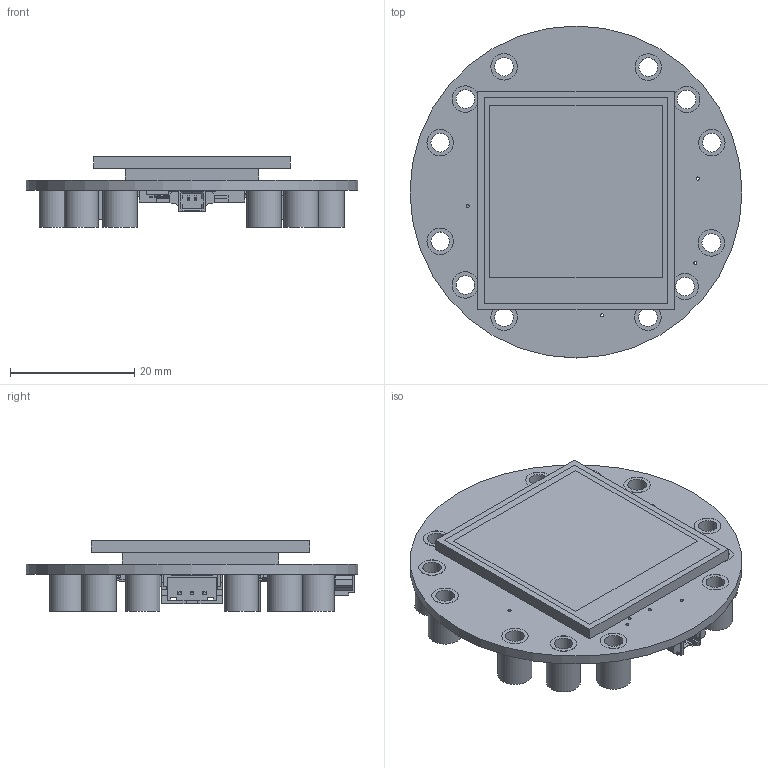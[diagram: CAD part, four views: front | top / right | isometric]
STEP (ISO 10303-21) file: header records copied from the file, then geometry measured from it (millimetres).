
FILE_DESCRIPTION(/* description */ (''),/* implementation_level */ '2;1');
FILE_NAME(/* name */ 'Adafruit Circuit Playground TFT Gizmo.step',/* time_stamp */ '2019-10-16T15:12:39-04:00',/* author */ (''),/* organization */ (''),/* preprocessor_version */ 'ST-DEVELOPER v18',/* originating_system */ 'Autodesk Translation Framework v8.6.0.1094',/* authorisation */ '');
FILE_SCHEMA (('AUTOMOTIVE_DESIGN { 1 0 10303 214 3 1 1 }'));
Length unit declared in the file: millimetre
Products named in the file (16): Adafruit Circuit Playground TFT Gizmo; PCB Component; Board; PAM8302AASCR; 10K; 10uF; 10K trim; CON_MOLEX_2P; JST PH 3; 3.6V; BSS138; APX803-SAG; DISP_TFT_1.54IN_240X240_22P; foam; M3 Standoffs; FPC-22FLZ-SM2-TB v1
Assembly tree (27 placements, depth 3):
  Adafruit Circuit Playground TFT Gizmo
    PCB Component
      Board
      PAM8302AASCR
      10K  x9
      10uF  x3
      10K trim
      CON_MOLEX_2P
      JST PH 3  x2
      3.6V  x2
      BSS138
      APX803-SAG
      DISP_TFT_1.54IN_240X240_22P
      foam
      M3 Standoffs
      FPC-22FLZ-SM2-TB v1
Bounding box: 53.34 x 53.34 x 11.37 mm (x, y, z)
Volume: 8031.9 mm3; surface area: 13731.8 mm2
Topology: 48 solids, 48 shells, 1399 faces, 3707 edges, 2407 vertices
Faces by surface type: plane 1183, cylinder 204, torus 12
Full cylindrical faces by diameter (mm): 0.3 x1, 0.5 x22, 0.635 x1, 1.5 x1, 1.6 x1, 3 x12, 4.25 x24, 5.5 x12, 53.34 x1
Entity records: 34170 total; most frequent: CARTESIAN_POINT 5906, ORIENTED_EDGE 5720, DIRECTION 5511, EDGE_CURVE 2860, LINE 2435, VECTOR 2435, VERTEX_POINT 1853, AXIS2_PLACEMENT_3D 1538
